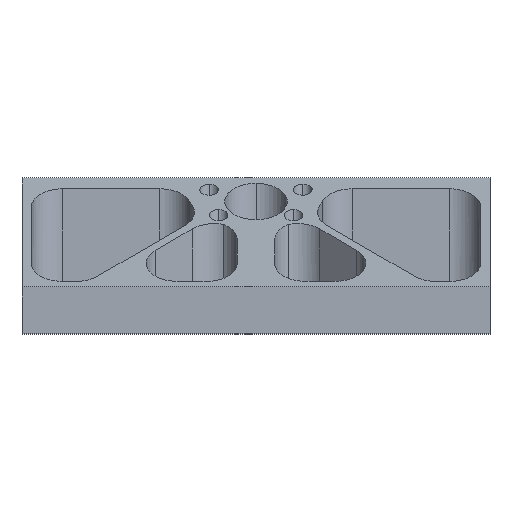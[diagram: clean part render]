
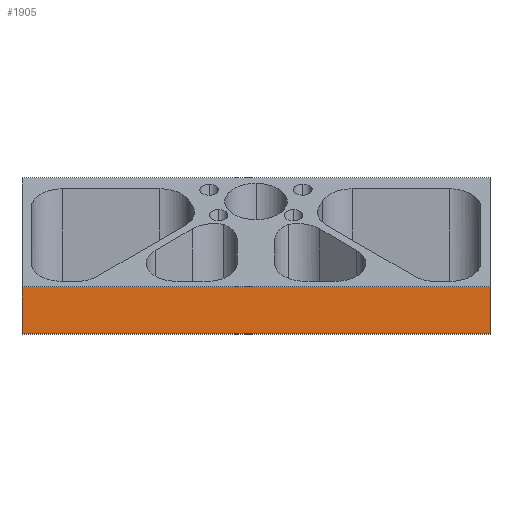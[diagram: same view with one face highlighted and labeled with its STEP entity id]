
A CAD part, top view. The second image highlights one B-rep face of the part: STEP entity #1905.
In plain terms, the highlighted planar face has unit normal (0, 0, 1).
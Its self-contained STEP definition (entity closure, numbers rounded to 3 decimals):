
#417 = DIRECTION ( 'NONE',  ( -1., 0., 0. ) ) ;
#525 = VECTOR ( 'NONE', #4204, 1000. ) ;
#644 = CARTESIAN_POINT ( 'NONE',  ( -75., -10., 37.5 ) ) ;
#684 = CARTESIAN_POINT ( 'NONE',  ( 75., -25., 37.5 ) ) ;
#932 = VECTOR ( 'NONE', #417, 1000. ) ;
#935 = LINE ( 'NONE', #3241, #1288 ) ;
#963 = CARTESIAN_POINT ( 'NONE',  ( 75., -25., 37.5 ) ) ;
#1117 = VERTEX_POINT ( 'NONE', #1570 ) ;
#1141 = EDGE_CURVE ( 'NONE', #1817, #1117, #2703, .T. ) ;
#1288 = VECTOR ( 'NONE', #4330, 1000. ) ;
#1363 = AXIS2_PLACEMENT_3D ( 'NONE', #963, #3580, #1605 ) ;
#1473 = CARTESIAN_POINT ( 'NONE',  ( -75., -25., 37.5 ) ) ;
#1570 = CARTESIAN_POINT ( 'NONE',  ( -75., -25., 37.5 ) ) ;
#1605 = DIRECTION ( 'NONE',  ( 0., -1., 0. ) ) ;
#1675 = ORIENTED_EDGE ( 'NONE', *, *, #4220, .F. ) ;
#1752 = VERTEX_POINT ( 'NONE', #3895 ) ;
#1817 = VERTEX_POINT ( 'NONE', #4266 ) ;
#1846 = EDGE_CURVE ( 'NONE', #1752, #1942, #935, .T. ) ;
#1892 = LINE ( 'NONE', #2207, #1939 ) ;
#1905 = ADVANCED_FACE ( 'NONE', ( #2249 ), #3262, .F. ) ;
#1939 = VECTOR ( 'NONE', #2560, 1000. ) ;
#1942 = VERTEX_POINT ( 'NONE', #644 ) ;
#1959 = ORIENTED_EDGE ( 'NONE', *, *, #1846, .T. ) ;
#2207 = CARTESIAN_POINT ( 'NONE',  ( 75., -25., 37.5 ) ) ;
#2249 = FACE_OUTER_BOUND ( 'NONE', #4176, .T. ) ;
#2296 = ORIENTED_EDGE ( 'NONE', *, *, #4205, .T. ) ;
#2560 = DIRECTION ( 'NONE',  ( 0., -1., 0. ) ) ;
#2703 = LINE ( 'NONE', #684, #932 ) ;
#2885 = LINE ( 'NONE', #1473, #525 ) ;
#3241 = CARTESIAN_POINT ( 'NONE',  ( 75., -10., 37.5 ) ) ;
#3262 = PLANE ( 'NONE',  #1363 ) ;
#3580 = DIRECTION ( 'NONE',  ( 0., 0., -1. ) ) ;
#3895 = CARTESIAN_POINT ( 'NONE',  ( 75., -10., 37.5 ) ) ;
#4176 = EDGE_LOOP ( 'NONE', ( #2296, #4286, #1675, #1959 ) ) ;
#4204 = DIRECTION ( 'NONE',  ( 0., -1., 0. ) ) ;
#4205 = EDGE_CURVE ( 'NONE', #1942, #1117, #2885, .T. ) ;
#4220 = EDGE_CURVE ( 'NONE', #1752, #1817, #1892, .T. ) ;
#4266 = CARTESIAN_POINT ( 'NONE',  ( 75., -25., 37.5 ) ) ;
#4286 = ORIENTED_EDGE ( 'NONE', *, *, #1141, .F. ) ;
#4330 = DIRECTION ( 'NONE',  ( -1., 0., 0. ) ) ;
